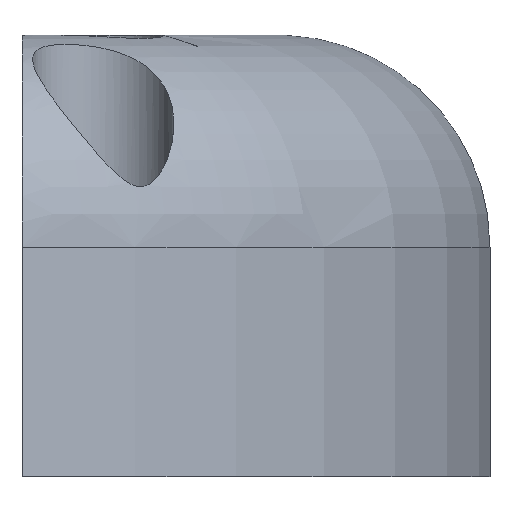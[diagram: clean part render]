
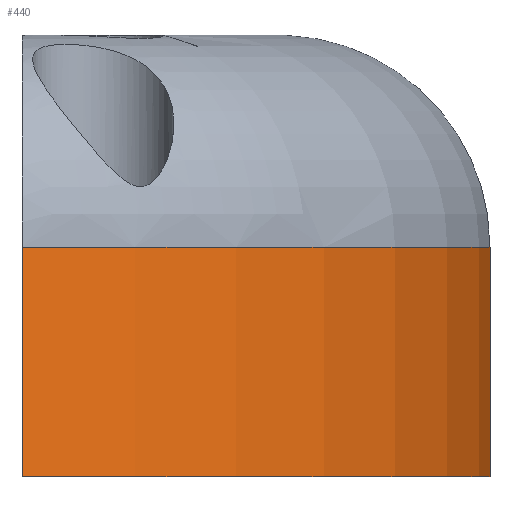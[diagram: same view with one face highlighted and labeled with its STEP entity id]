
A CAD part, front view. The second image highlights one B-rep face of the part: STEP entity #440.
In plain terms, the highlighted cylindrical face has radius 41.5 mm (diameter 83 mm), a partial arc.
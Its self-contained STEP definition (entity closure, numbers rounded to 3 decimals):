
#29=CIRCLE('',#471,41.5);
#40=CIRCLE('',#495,41.5);
#49=CYLINDRICAL_SURFACE('',#496,41.5);
#89=FACE_OUTER_BOUND('',#119,.T.);
#119=EDGE_LOOP('',(#400,#401,#402,#403));
#132=LINE('',#696,#160);
#135=LINE('',#740,#163);
#160=VECTOR('',#531,10.);
#163=VECTOR('',#536,10.);
#192=VERTEX_POINT('',#693);
#193=VERTEX_POINT('',#695);
#196=VERTEX_POINT('',#720);
#197=VERTEX_POINT('',#739);
#239=EDGE_CURVE('',#193,#192,#132,.T.);
#244=EDGE_CURVE('',#197,#196,#135,.T.);
#250=EDGE_CURVE('',#193,#196,#29,.T.);
#279=EDGE_CURVE('',#197,#192,#40,.T.);
#400=ORIENTED_EDGE('',*,*,#250,.F.);
#401=ORIENTED_EDGE('',*,*,#239,.T.);
#402=ORIENTED_EDGE('',*,*,#279,.F.);
#403=ORIENTED_EDGE('',*,*,#244,.T.);
#440=ADVANCED_FACE('',(#89),#49,.T.);
#471=AXIS2_PLACEMENT_3D('',#760,#549,#550);
#495=AXIS2_PLACEMENT_3D('',#960,#607,#608);
#496=AXIS2_PLACEMENT_3D('',#961,#609,#610);
#531=DIRECTION('',(0.,0.,-1.));
#536=DIRECTION('',(0.,0.,1.));
#549=DIRECTION('center_axis',(0.,0.,1.));
#550=DIRECTION('ref_axis',(1.,0.,0.));
#607=DIRECTION('center_axis',(0.,0.,-1.));
#608=DIRECTION('ref_axis',(0.362,-0.932,0.));
#609=DIRECTION('center_axis',(0.,0.,1.));
#610=DIRECTION('ref_axis',(0.362,-0.932,0.));
#693=CARTESIAN_POINT('',(15.007,-38.691,-3.));
#695=CARTESIAN_POINT('',(15.007,-38.691,10.));
#696=CARTESIAN_POINT('',(15.007,-38.691,0.));
#720=CARTESIAN_POINT('',(15.007,38.691,10.));
#739=CARTESIAN_POINT('',(15.007,38.691,-3.));
#740=CARTESIAN_POINT('',(15.007,38.691,0.));
#760=CARTESIAN_POINT('Origin',(0.,0.,10.));
#960=CARTESIAN_POINT('Origin',(0.,0.,-3.));
#961=CARTESIAN_POINT('Origin',(0.,0.,0.));
